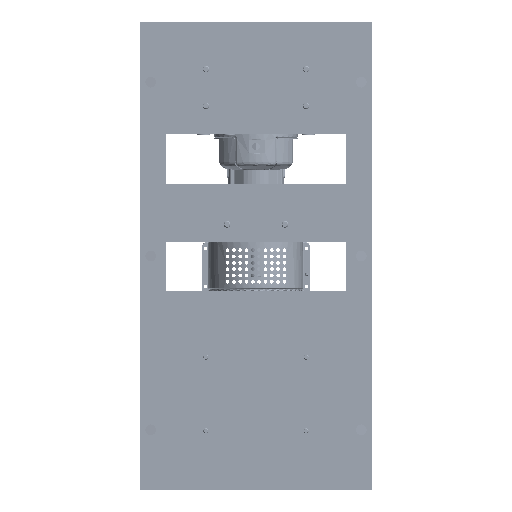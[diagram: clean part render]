
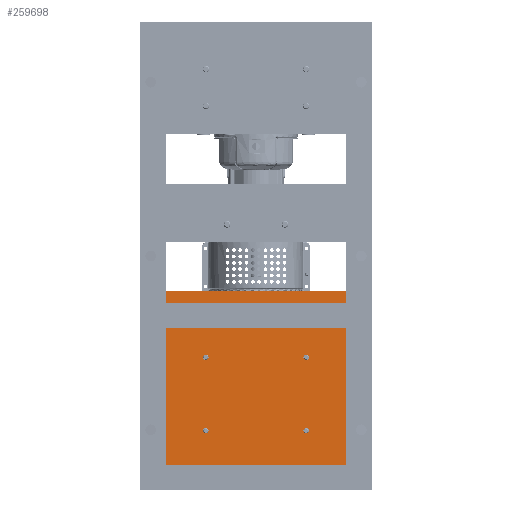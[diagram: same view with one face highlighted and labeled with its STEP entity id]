
A CAD part, front view. The second image highlights one B-rep face of the part: STEP entity #259698.
In plain terms, the highlighted planar face has unit normal (0, -1, 0).
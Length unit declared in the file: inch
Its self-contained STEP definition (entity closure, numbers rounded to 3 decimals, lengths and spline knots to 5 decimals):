
#11961 = DIRECTION ( 'NONE',  ( 0., 0., 1. ) ) ;
#24315 = CARTESIAN_POINT ( 'NONE',  ( 2.52976, 0., 3.75 ) ) ;
#28307 = CARTESIAN_POINT ( 'NONE',  ( 2.52976, 0., -3.75 ) ) ;
#33277 = VECTOR ( 'NONE', #114556, 39.37008 ) ;
#33477 = CIRCLE ( 'NONE', #390162, 0.203 ) ;
#34454 = DIRECTION ( 'NONE',  ( 0., -1., 0. ) ) ;
#41653 = AXIS2_PLACEMENT_3D ( 'NONE', #266109, #144350, #298544 ) ;
#42629 = CIRCLE ( 'NONE', #379881, 0.203 ) ;
#43695 = LINE ( 'NONE', #291221, #259376 ) ;
#43992 = LINE ( 'NONE', #265059, #78032 ) ;
#44124 = VERTEX_POINT ( 'NONE', #108938 ) ;
#44656 = VERTEX_POINT ( 'NONE', #111993 ) ;
#51113 = CARTESIAN_POINT ( 'NONE',  ( -2.97024, 0., 3.75 ) ) ;
#52099 = ORIENTED_EDGE ( 'NONE', *, *, #374175, .F. ) ;
#52635 = EDGE_CURVE ( 'NONE', #319182, #44656, #223002, .T. ) ;
#56118 = FACE_OUTER_BOUND ( 'NONE', #313503, .T. ) ;
#61711 = EDGE_CURVE ( 'NONE', #44124, #152925, #61908, .T. ) ;
#61908 = CIRCLE ( 'NONE', #223831, 0.203 ) ;
#78032 = VECTOR ( 'NONE', #198211, 39.37008 ) ;
#78362 = VERTEX_POINT ( 'NONE', #364327 ) ;
#78751 = DIRECTION ( 'NONE',  ( 0., -1., 0. ) ) ;
#79873 = VERTEX_POINT ( 'NONE', #305695 ) ;
#81160 = CARTESIAN_POINT ( 'NONE',  ( -7.25, 0., 8.29 ) ) ;
#84793 = CARTESIAN_POINT ( 'NONE',  ( -3.17324, 0., -3.75 ) ) ;
#86604 = EDGE_CURVE ( 'NONE', #44656, #319182, #42629, .T. ) ;
#90364 = CARTESIAN_POINT ( 'NONE',  ( 2.12376, 0., 3.75 ) ) ;
#102600 = ORIENTED_EDGE ( 'NONE', *, *, #187746, .F. ) ;
#104855 = DIRECTION ( 'NONE',  ( 0., 0., 1. ) ) ;
#108023 = EDGE_CURVE ( 'NONE', #321644, #217250, #169322, .T. ) ;
#108938 = CARTESIAN_POINT ( 'NONE',  ( 2.12376, 0., -3.75 ) ) ;
#111993 = CARTESIAN_POINT ( 'NONE',  ( -3.37624, 0., -3.75 ) ) ;
#112093 = CARTESIAN_POINT ( 'NONE',  ( -2.97024, 0., -3.75 ) ) ;
#113131 = DIRECTION ( 'NONE',  ( 0., -1., 0. ) ) ;
#114556 = DIRECTION ( 'NONE',  ( -1., 0., 0. ) ) ;
#117977 = CARTESIAN_POINT ( 'NONE',  ( -3.17324, 0., 3.75 ) ) ;
#134181 = ORIENTED_EDGE ( 'NONE', *, *, #86604, .F. ) ;
#140537 = AXIS2_PLACEMENT_3D ( 'NONE', #303643, #366628, #212330 ) ;
#143696 = ORIENTED_EDGE ( 'NONE', *, *, #230946, .F. ) ;
#144350 = DIRECTION ( 'NONE',  ( 0., -1., 0. ) ) ;
#146170 = ORIENTED_EDGE ( 'NONE', *, *, #219860, .F. ) ;
#152925 = VERTEX_POINT ( 'NONE', #28307 ) ;
#153540 = DIRECTION ( 'NONE',  ( 0., 0., 1. ) ) ;
#156059 = EDGE_CURVE ( 'NONE', #152925, #44124, #220716, .T. ) ;
#159381 = EDGE_CURVE ( 'NONE', #79873, #213248, #270779, .T. ) ;
#161475 = DIRECTION ( 'NONE',  ( 0., 0., -1. ) ) ;
#161958 = EDGE_LOOP ( 'NONE', ( #261739, #163525 ) ) ;
#163525 = ORIENTED_EDGE ( 'NONE', *, *, #339945, .F. ) ;
#165642 = DIRECTION ( 'NONE',  ( 0., -1., 0. ) ) ;
#168366 = EDGE_LOOP ( 'NONE', ( #143696, #52099 ) ) ;
#169322 = CIRCLE ( 'NONE', #285746, 0.203 ) ;
#174133 = DIRECTION ( 'NONE',  ( 0., 0., 1. ) ) ;
#179890 = PLANE ( 'NONE',  #140537 ) ;
#186378 = VERTEX_POINT ( 'NONE', #51113 ) ;
#187746 = EDGE_CURVE ( 'NONE', #300393, #79873, #43695, .T. ) ;
#188271 = ORIENTED_EDGE ( 'NONE', *, *, #159381, .F. ) ;
#194676 = CARTESIAN_POINT ( 'NONE',  ( 2.32676, 0., -3.75 ) ) ;
#195464 = ORIENTED_EDGE ( 'NONE', *, *, #52635, .F. ) ;
#198211 = DIRECTION ( 'NONE',  ( 1., 0., 0. ) ) ;
#207291 = DIRECTION ( 'NONE',  ( 0., -1., 0. ) ) ;
#210338 = FACE_BOUND ( 'NONE', #309234, .T. ) ;
#212330 = DIRECTION ( 'NONE',  ( 0., 0., 1. ) ) ;
#213248 = VERTEX_POINT ( 'NONE', #333915 ) ;
#217250 = VERTEX_POINT ( 'NONE', #24315 ) ;
#218394 = DIRECTION ( 'NONE',  ( 0., 0., 1. ) ) ;
#219860 = EDGE_CURVE ( 'NONE', #213248, #375427, #338230, .T. ) ;
#220716 = CIRCLE ( 'NONE', #350243, 0.203 ) ;
#223002 = CIRCLE ( 'NONE', #41653, 0.203 ) ;
#223182 = DIRECTION ( 'NONE',  ( 0., 0., 1. ) ) ;
#223831 = AXIS2_PLACEMENT_3D ( 'NONE', #388895, #358456, #104855 ) ;
#230946 = EDGE_CURVE ( 'NONE', #78362, #186378, #33477, .T. ) ;
#238720 = VECTOR ( 'NONE', #218394, 39.37008 ) ;
#240774 = FACE_BOUND ( 'NONE', #323412, .T. ) ;
#250853 = CARTESIAN_POINT ( 'NONE',  ( -7.25, 0., -8.29 ) ) ;
#255122 = AXIS2_PLACEMENT_3D ( 'NONE', #271358, #113131, #153540 ) ;
#259376 = VECTOR ( 'NONE', #161475, 39.37008 ) ;
#259698 = ADVANCED_FACE ( 'NONE', ( #240774, #210338, #273194, #334146, #56118 ), #179890, .F. ) ;
#261739 = ORIENTED_EDGE ( 'NONE', *, *, #108023, .F. ) ;
#265059 = CARTESIAN_POINT ( 'NONE',  ( -7.25, 0., 8.29 ) ) ;
#266109 = CARTESIAN_POINT ( 'NONE',  ( -3.17324, 0., -3.75 ) ) ;
#270779 = LINE ( 'NONE', #299185, #33277 ) ;
#271358 = CARTESIAN_POINT ( 'NONE',  ( 2.32676, 0., 3.75 ) ) ;
#273194 = FACE_BOUND ( 'NONE', #168366, .T. ) ;
#285746 = AXIS2_PLACEMENT_3D ( 'NONE', #288052, #347011, #223182 ) ;
#288052 = CARTESIAN_POINT ( 'NONE',  ( 2.32676, 0., 3.75 ) ) ;
#291221 = CARTESIAN_POINT ( 'NONE',  ( 7.25, 0., -8.29 ) ) ;
#297355 = CARTESIAN_POINT ( 'NONE',  ( -3.17324, 0., 3.75 ) ) ;
#297653 = ORIENTED_EDGE ( 'NONE', *, *, #61711, .F. ) ;
#298544 = DIRECTION ( 'NONE',  ( 0., 0., 1. ) ) ;
#299185 = CARTESIAN_POINT ( 'NONE',  ( -7.25, 0., -8.29 ) ) ;
#300393 = VERTEX_POINT ( 'NONE', #324421 ) ;
#302618 = DIRECTION ( 'NONE',  ( 0., 0., 1. ) ) ;
#303643 = CARTESIAN_POINT ( 'NONE',  ( 0., 0., 0. ) ) ;
#305695 = CARTESIAN_POINT ( 'NONE',  ( 7.25, 0., -8.29 ) ) ;
#309234 = EDGE_LOOP ( 'NONE', ( #134181, #195464 ) ) ;
#309385 = ORIENTED_EDGE ( 'NONE', *, *, #363062, .F. ) ;
#313503 = EDGE_LOOP ( 'NONE', ( #102600, #309385, #146170, #188271 ) ) ;
#319182 = VERTEX_POINT ( 'NONE', #112093 ) ;
#321644 = VERTEX_POINT ( 'NONE', #90364 ) ;
#323412 = EDGE_LOOP ( 'NONE', ( #297653, #359239 ) ) ;
#324421 = CARTESIAN_POINT ( 'NONE',  ( 7.25, 0., 8.29 ) ) ;
#333915 = CARTESIAN_POINT ( 'NONE',  ( -7.25, 0., -8.29 ) ) ;
#334146 = FACE_BOUND ( 'NONE', #161958, .T. ) ;
#338230 = LINE ( 'NONE', #250853, #238720 ) ;
#339945 = EDGE_CURVE ( 'NONE', #217250, #321644, #378322, .T. ) ;
#347011 = DIRECTION ( 'NONE',  ( 0., -1., 0. ) ) ;
#350243 = AXIS2_PLACEMENT_3D ( 'NONE', #194676, #34454, #11961 ) ;
#358456 = DIRECTION ( 'NONE',  ( 0., -1., 0. ) ) ;
#359071 = AXIS2_PLACEMENT_3D ( 'NONE', #297355, #165642, #386754 ) ;
#359239 = ORIENTED_EDGE ( 'NONE', *, *, #156059, .F. ) ;
#363062 = EDGE_CURVE ( 'NONE', #375427, #300393, #43992, .T. ) ;
#364327 = CARTESIAN_POINT ( 'NONE',  ( -3.37624, 0., 3.75 ) ) ;
#366628 = DIRECTION ( 'NONE',  ( 0., 1., 0. ) ) ;
#374175 = EDGE_CURVE ( 'NONE', #186378, #78362, #378535, .T. ) ;
#375427 = VERTEX_POINT ( 'NONE', #81160 ) ;
#378322 = CIRCLE ( 'NONE', #255122, 0.203 ) ;
#378535 = CIRCLE ( 'NONE', #359071, 0.203 ) ;
#379881 = AXIS2_PLACEMENT_3D ( 'NONE', #84793, #78751, #174133 ) ;
#386754 = DIRECTION ( 'NONE',  ( 0., 0., 1. ) ) ;
#388895 = CARTESIAN_POINT ( 'NONE',  ( 2.32676, 0., -3.75 ) ) ;
#390162 = AXIS2_PLACEMENT_3D ( 'NONE', #117977, #207291, #302618 ) ;
